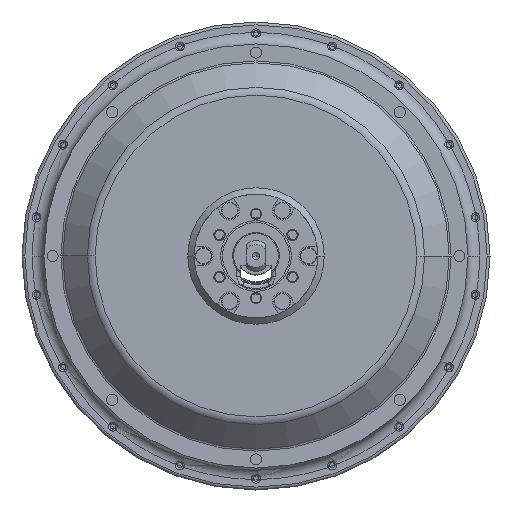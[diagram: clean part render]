
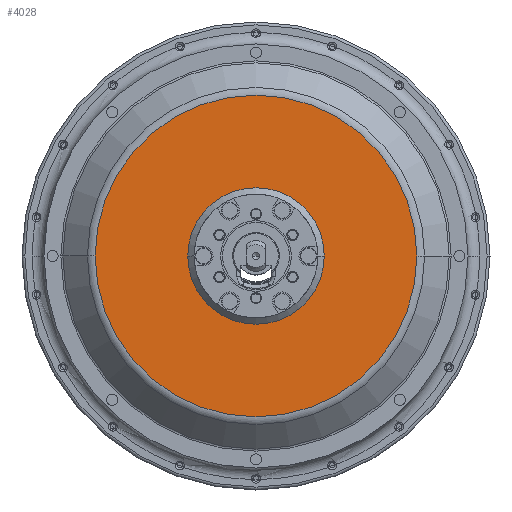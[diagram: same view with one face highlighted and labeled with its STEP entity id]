
A CAD part, left-side view. The second image highlights one B-rep face of the part: STEP entity #4028.
In plain terms, the highlighted planar face has unit normal (1, 0, 0).
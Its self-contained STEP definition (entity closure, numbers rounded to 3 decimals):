
#3434=CARTESIAN_POINT('',(-49.,0.,0.));
#3435=DIRECTION('',(1.,0.,0.));
#3436=DIRECTION('',(0.,-1.,0.));
#3437=AXIS2_PLACEMENT_3D('',#3434,#3435,#3436);
#3439=CARTESIAN_POINT('',(-49.,0.,0.));
#3440=DIRECTION('',(1.,0.,0.));
#3441=DIRECTION('',(0.,1.,0.));
#3442=AXIS2_PLACEMENT_3D('',#3439,#3440,#3441);
#3444=CARTESIAN_POINT('',(-49.,0.,0.));
#3445=DIRECTION('',(-1.,0.,0.));
#3446=DIRECTION('',(0.,-1.,0.));
#3447=AXIS2_PLACEMENT_3D('',#3444,#3445,#3446);
#3449=CARTESIAN_POINT('',(-49.,0.,0.));
#3450=DIRECTION('',(-1.,0.,0.));
#3451=DIRECTION('',(0.,1.,0.));
#3452=AXIS2_PLACEMENT_3D('',#3449,#3450,#3451);
#3699=CARTESIAN_POINT('',(-49.,-84.222,0.));
#3700=VERTEX_POINT('',#3699);
#3701=CARTESIAN_POINT('',(-49.,84.222,0.));
#3702=VERTEX_POINT('',#3701);
#3703=CARTESIAN_POINT('',(-49.,-35.746,0.));
#3704=CARTESIAN_POINT('',(-49.,35.746,0.));
#3705=VERTEX_POINT('',#3703);
#3706=VERTEX_POINT('',#3704);
#4013=CARTESIAN_POINT('',(-49.,0.,0.));
#4014=DIRECTION('',(1.,0.,0.));
#4015=DIRECTION('',(0.,1.,0.));
#4016=AXIS2_PLACEMENT_3D('',#4013,#4014,#4015);
#4017=PLANE('',#4016);
#4018=ORIENTED_EDGE('',*,*,#4006,.F.);
#4019=ORIENTED_EDGE('',*,*,#3995,.F.);
#4020=EDGE_LOOP('',(#4018,#4019));
#4021=FACE_OUTER_BOUND('',#4020,.F.);
#4023=ORIENTED_EDGE('',*,*,#4022,.F.);
#4025=ORIENTED_EDGE('',*,*,#4024,.F.);
#4026=EDGE_LOOP('',(#4023,#4025));
#4027=FACE_BOUND('',#4026,.F.);
#3438=CIRCLE('',#3437,84.222);
#3443=CIRCLE('',#3442,84.222);
#3448=CIRCLE('',#3447,35.746);
#3453=CIRCLE('',#3452,35.746);
#3995=EDGE_CURVE('',#3702,#3700,#3443,.T.);
#4006=EDGE_CURVE('',#3700,#3702,#3438,.T.);
#4022=EDGE_CURVE('',#3705,#3706,#3448,.T.);
#4024=EDGE_CURVE('',#3706,#3705,#3453,.T.);
#4028=ADVANCED_FACE('',(#4021,#4027),#4017,.T.);
